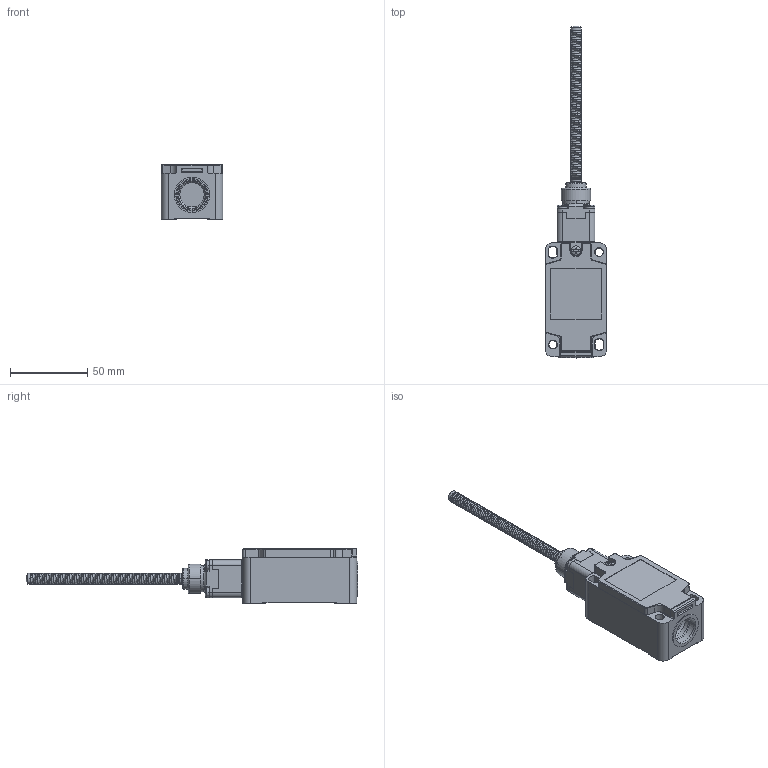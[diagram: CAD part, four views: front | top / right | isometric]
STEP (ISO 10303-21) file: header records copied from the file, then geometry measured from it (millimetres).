
FILE_DESCRIPTION((''),'2;1');
FILE_NAME('E40000LM_VUOTO_ASM','2024-01-29T13:59:35',('alessandro.mingotti'),(''),'CREO PARAMETRIC BY PTC INC, 2022014','CREO PARAMETRIC BY PTC INC, 2022014','');
FILE_SCHEMA(('CONFIG_CONTROL_DESIGN'));
Products named in the file (12): 880020; 880041_PER_CLIENTE; 880129; 880187; 880217; 880130; 880331_PER_CLIENTE_ASM; 880201; 880021; 880223; 880224; E40000LM_VUOTO_ASM
Assembly tree (14 placements, depth 3):
  E40000LM_VUOTO_ASM
    880020
    880331_PER_CLIENTE_ASM
      880041_PER_CLIENTE
      880129
      880187
      880217
      880130
    880201
    880021
    880223
    880224  x4
Bounding box: 40 x 215.5 x 35.7 mm (x, y, z)
Volume: 57081.1 mm3; surface area: 47501 mm2
Topology: 13 solids, 15 shells, 1891 faces, 4915 edges, 3135 vertices
Faces by surface type: plane 1232, cylinder 394, sphere 74, torus 67, cone 64, bspline 60
Entity records: 100169 total; most frequent: CARTESIAN_POINT 55020, ORIENTED_EDGE 9502, DIRECTION 9038, EDGE_CURVE 4755, VECTOR 3566, LINE 3566, VERTEX_POINT 3033, AXIS2_PLACEMENT_3D 2736
